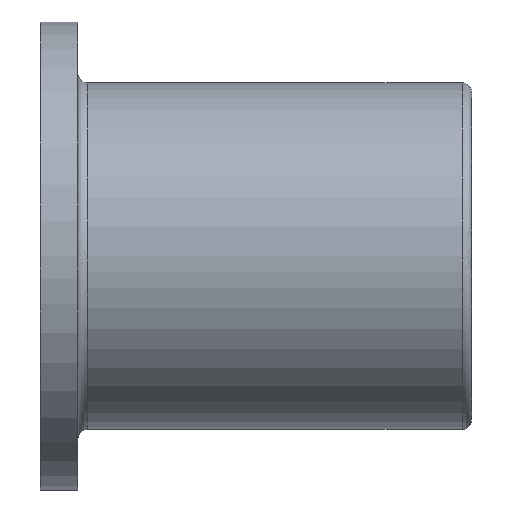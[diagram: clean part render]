
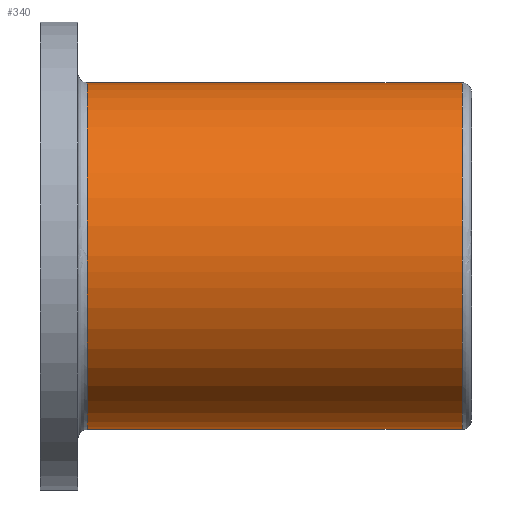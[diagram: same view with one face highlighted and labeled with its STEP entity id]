
A CAD part, top view. The second image highlights one B-rep face of the part: STEP entity #340.
In plain terms, the highlighted free-form (B-spline) face has degree [2, 1] with [7, 2] control points.
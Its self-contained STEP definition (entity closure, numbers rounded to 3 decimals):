
#246 = EDGE_CURVE('',#247,#247,#249,.T.);
#247 = VERTEX_POINT('',#248);
#248 = CARTESIAN_POINT('',(6.946,0.,
    25.699));
#249 = ( BOUNDED_CURVE() B_SPLINE_CURVE(2,(#250,#251,#252,#253,#254,#255
,#256),.UNSPECIFIED.,.T.,.F.) B_SPLINE_CURVE_WITH_KNOTS((1,2,2,2,2,1),(
    -2.094,0.,2.094,4.189,6.283,
8.378),.UNSPECIFIED.) CURVE() GEOMETRIC_REPRESENTATION_ITEM() 
RATIONAL_B_SPLINE_CURVE((1.,0.5,1.,0.5,1.,0.5,1.)) REPRESENTATION_ITEM(
  '') );
#250 = CARTESIAN_POINT('',(6.946,0.,
    25.699));
#251 = CARTESIAN_POINT('',(6.946,44.512,
    25.699));
#252 = CARTESIAN_POINT('',(6.946,22.256,-12.85)
  );
#253 = CARTESIAN_POINT('',(6.946,0.,
    -51.398));
#254 = CARTESIAN_POINT('',(6.946,-22.256,-12.85
    ));
#255 = CARTESIAN_POINT('',(6.946,-44.512,25.699
    ));
#256 = CARTESIAN_POINT('',(6.946,0.,
    25.699));
#297 = VERTEX_POINT('',#298);
#298 = CARTESIAN_POINT('',(62.511,0.,
    25.699));
#308 = EDGE_CURVE('',#297,#297,#309,.T.);
#309 = ( BOUNDED_CURVE() B_SPLINE_CURVE(2,(#310,#311,#312,#313,#314,#315
,#316),.UNSPECIFIED.,.T.,.F.) B_SPLINE_CURVE_WITH_KNOTS((1,2,2,2,2,1),(
    -2.094,0.,2.094,4.189,6.283,
8.378),.UNSPECIFIED.) CURVE() GEOMETRIC_REPRESENTATION_ITEM() 
RATIONAL_B_SPLINE_CURVE((1.,0.5,1.,0.5,1.,0.5,1.)) REPRESENTATION_ITEM(
  '') );
#310 = CARTESIAN_POINT('',(62.511,0.,
    25.699));
#311 = CARTESIAN_POINT('',(62.511,44.512,
    25.699));
#312 = CARTESIAN_POINT('',(62.511,22.256,-12.85
    ));
#313 = CARTESIAN_POINT('',(62.511,0.,
    -51.398));
#314 = CARTESIAN_POINT('',(62.511,-22.256,
    -12.85));
#315 = CARTESIAN_POINT('',(62.511,-44.512,
    25.699));
#316 = CARTESIAN_POINT('',(62.511,0.,
    25.699));
#340 = ADVANCED_FACE('',(#341),#351,.T.);
#341 = FACE_BOUND('',#342,.T.);
#342 = EDGE_LOOP('',(#343,#344,#349,#350));
#343 = ORIENTED_EDGE('',*,*,#308,.T.);
#344 = ORIENTED_EDGE('',*,*,#345,.T.);
#345 = EDGE_CURVE('',#297,#247,#346,.T.);
#346 = B_SPLINE_CURVE_WITH_KNOTS('',1,(#347,#348),.UNSPECIFIED.,.F.,.F.,
  (2,2),(0.,40.),.PIECEWISE_BEZIER_KNOTS.);
#347 = CARTESIAN_POINT('',(62.511,0.,
    25.699));
#348 = CARTESIAN_POINT('',(6.946,0.,
    25.699));
#349 = ORIENTED_EDGE('',*,*,#246,.F.);
#350 = ORIENTED_EDGE('',*,*,#345,.F.);
#351 = ( BOUNDED_SURFACE() B_SPLINE_SURFACE(2,1,(
    (#352,#353)
    ,(#354,#355)
    ,(#356,#357)
    ,(#358,#359)
    ,(#360,#361)
    ,(#362,#363)
,(#364,#365
    )),.UNSPECIFIED.,.T.,.F.,.F.) B_SPLINE_SURFACE_WITH_KNOTS((1,2,2,2,2
    ,1),(2,2),(-2.094,0.,2.094,4.189,
    6.283,8.378),(0.,40.),.UNSPECIFIED.) 
GEOMETRIC_REPRESENTATION_ITEM() RATIONAL_B_SPLINE_SURFACE((
    (1.,1.)
    ,(0.5,0.5)
    ,(1.,1.)
    ,(0.5,0.5)
    ,(1.,1.)
    ,(0.5,0.5)
,(1.,1.))) REPRESENTATION_ITEM('') SURFACE() );
#352 = CARTESIAN_POINT('',(62.511,0.,
    25.699));
#353 = CARTESIAN_POINT('',(6.946,0.,
    25.699));
#354 = CARTESIAN_POINT('',(62.511,44.512,
    25.699));
#355 = CARTESIAN_POINT('',(6.946,44.512,
    25.699));
#356 = CARTESIAN_POINT('',(62.511,22.256,-12.85
    ));
#357 = CARTESIAN_POINT('',(6.946,22.256,-12.85)
  );
#358 = CARTESIAN_POINT('',(62.511,0.,
    -51.398));
#359 = CARTESIAN_POINT('',(6.946,0.,
    -51.398));
#360 = CARTESIAN_POINT('',(62.511,-22.256,
    -12.85));
#361 = CARTESIAN_POINT('',(6.946,-22.256,-12.85
    ));
#362 = CARTESIAN_POINT('',(62.511,-44.512,
    25.699));
#363 = CARTESIAN_POINT('',(6.946,-44.512,25.699
    ));
#364 = CARTESIAN_POINT('',(62.511,0.,
    25.699));
#365 = CARTESIAN_POINT('',(6.946,0.,
    25.699));
